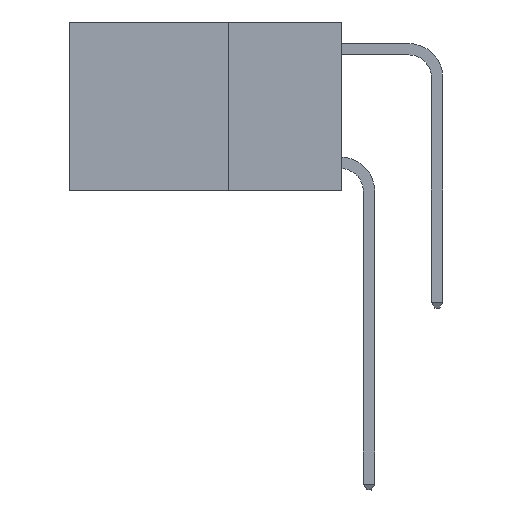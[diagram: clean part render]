
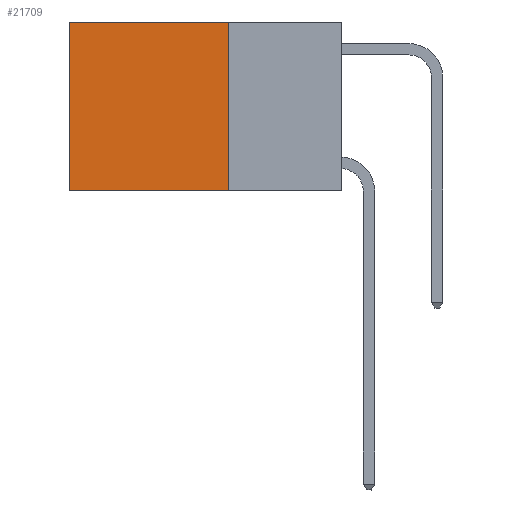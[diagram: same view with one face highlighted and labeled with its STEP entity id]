
A CAD part, left-side view. The second image highlights one B-rep face of the part: STEP entity #21709.
In plain terms, the highlighted planar face has unit normal (-1, 0, 0).
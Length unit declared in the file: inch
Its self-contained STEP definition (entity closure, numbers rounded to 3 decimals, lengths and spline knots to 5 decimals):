
#2797 = LINE ( 'NONE', #5973, #8080 ) ;
#3266 = LINE ( 'NONE', #14137, #17077 ) ;
#3452 = VERTEX_POINT ( 'NONE', #9204 ) ;
#3939 = DIRECTION ( 'NONE',  ( 0., 0., -1. ) ) ;
#5973 = CARTESIAN_POINT ( 'NONE',  ( 0.2625, 0.6, 0. ) ) ;
#8080 = VECTOR ( 'NONE', #8578, 39.37008 ) ;
#8208 = AXIS2_PLACEMENT_3D ( 'NONE', #32332, #19476, #3939 ) ;
#8578 = DIRECTION ( 'NONE',  ( 0., 0., -1. ) ) ;
#9204 = CARTESIAN_POINT ( 'NONE',  ( 0.2625, 0.25, -0.37 ) ) ;
#10687 = ORIENTED_EDGE ( 'NONE', *, *, #16489, .F. ) ;
#11089 = CARTESIAN_POINT ( 'NONE',  ( 0.2625, 0.6, 0. ) ) ;
#14137 = CARTESIAN_POINT ( 'NONE',  ( 0.2625, 0.25, -0.37 ) ) ;
#16489 = EDGE_CURVE ( 'NONE', #3452, #31802, #3266, .T. ) ;
#16880 = PLANE ( 'NONE',  #8208 ) ;
#16945 = ORIENTED_EDGE ( 'NONE', *, *, #27964, .F. ) ;
#17077 = VECTOR ( 'NONE', #29605, 39.37008 ) ;
#17326 = VECTOR ( 'NONE', #30124, 39.37008 ) ;
#17445 = VECTOR ( 'NONE', #20232, 39.37008 ) ;
#17622 = CARTESIAN_POINT ( 'NONE',  ( 0.2625, 0.25, 0. ) ) ;
#19476 = DIRECTION ( 'NONE',  ( 1., 0., 0. ) ) ;
#20232 = DIRECTION ( 'NONE',  ( 0., 1., 0. ) ) ;
#21312 = ORIENTED_EDGE ( 'NONE', *, *, #30688, .T. ) ;
#21709 = ADVANCED_FACE ( 'NONE', ( #24483 ), #16880, .F. ) ;
#23169 = EDGE_LOOP ( 'NONE', ( #21312, #10687, #16945, #26515 ) ) ;
#24245 = LINE ( 'NONE', #24951, #17326 ) ;
#24483 = FACE_OUTER_BOUND ( 'NONE', #23169, .T. ) ;
#24951 = CARTESIAN_POINT ( 'NONE',  ( 0.2625, 0.25, 0. ) ) ;
#25407 = EDGE_CURVE ( 'NONE', #25550, #30652, #32002, .T. ) ;
#25550 = VERTEX_POINT ( 'NONE', #31063 ) ;
#26097 = CARTESIAN_POINT ( 'NONE',  ( 0.2625, 0.6, -0.37 ) ) ;
#26515 = ORIENTED_EDGE ( 'NONE', *, *, #25407, .T. ) ;
#27964 = EDGE_CURVE ( 'NONE', #25550, #3452, #24245, .T. ) ;
#29605 = DIRECTION ( 'NONE',  ( 0., 1., 0. ) ) ;
#30124 = DIRECTION ( 'NONE',  ( 0., 0., -1. ) ) ;
#30652 = VERTEX_POINT ( 'NONE', #11089 ) ;
#30688 = EDGE_CURVE ( 'NONE', #30652, #31802, #2797, .T. ) ;
#31063 = CARTESIAN_POINT ( 'NONE',  ( 0.2625, 0.25, 0. ) ) ;
#31802 = VERTEX_POINT ( 'NONE', #26097 ) ;
#32002 = LINE ( 'NONE', #17622, #17445 ) ;
#32332 = CARTESIAN_POINT ( 'NONE',  ( 0.2625, 0.25, 0. ) ) ;
